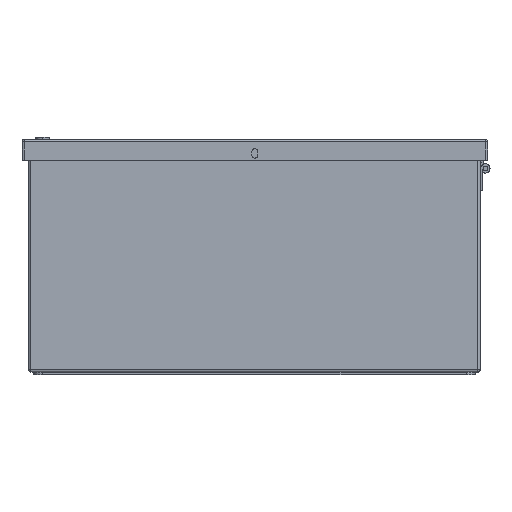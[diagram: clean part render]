
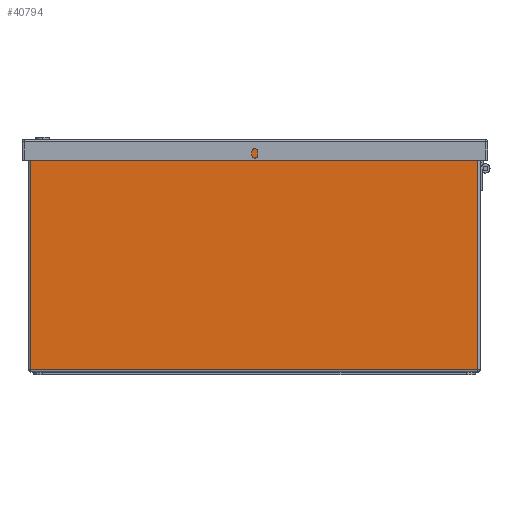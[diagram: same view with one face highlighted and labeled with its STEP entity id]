
A CAD part, left-side view. The second image highlights one B-rep face of the part: STEP entity #40794.
In plain terms, the highlighted planar face has unit normal (-1, 0, 0).
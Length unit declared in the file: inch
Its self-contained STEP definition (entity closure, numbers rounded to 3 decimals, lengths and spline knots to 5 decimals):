
#864 = LINE ( 'NONE', #31530, #16800 ) ;
#1234 = LINE ( 'NONE', #47234, #41654 ) ;
#1481 = DIRECTION ( 'NONE',  ( 0., 0., 1. ) ) ;
#2929 = VECTOR ( 'NONE', #39962, 39.37008 ) ;
#5278 = CARTESIAN_POINT ( 'NONE',  ( 0., 11.94, 5.94 ) ) ;
#6523 = VECTOR ( 'NONE', #34513, 39.37008 ) ;
#7026 = CARTESIAN_POINT ( 'NONE',  ( 0., 0.06, 0.06 ) ) ;
#8985 = CARTESIAN_POINT ( 'NONE',  ( 0., 0.06, 5.94 ) ) ;
#12561 = VERTEX_POINT ( 'NONE', #5278 ) ;
#13823 = ORIENTED_EDGE ( 'NONE', *, *, #21578, .F. ) ;
#15446 = DIRECTION ( 'NONE',  ( 0., -1., 0. ) ) ;
#16800 = VECTOR ( 'NONE', #15446, 39.37008 ) ;
#17090 = LINE ( 'NONE', #47752, #2929 ) ;
#18829 = DIRECTION ( 'NONE',  ( 1., 0., 0. ) ) ;
#19080 = DIRECTION ( 'NONE',  ( 0., 0., -1. ) ) ;
#19329 = FACE_OUTER_BOUND ( 'NONE', #46203, .T. ) ;
#21271 = EDGE_CURVE ( 'NONE', #44421, #12561, #1234, .T. ) ;
#21578 = EDGE_CURVE ( 'NONE', #12561, #36774, #864, .T. ) ;
#26788 = CARTESIAN_POINT ( 'NONE',  ( 0., 11.94, 0.06 ) ) ;
#27121 = ORIENTED_EDGE ( 'NONE', *, *, #46409, .F. ) ;
#30153 = CARTESIAN_POINT ( 'NONE',  ( 0., 12., 6. ) ) ;
#31530 = CARTESIAN_POINT ( 'NONE',  ( 0., -0.00016, 5.94 ) ) ;
#31551 = ORIENTED_EDGE ( 'NONE', *, *, #35313, .F. ) ;
#32153 = ORIENTED_EDGE ( 'NONE', *, *, #21271, .F. ) ;
#33778 = LINE ( 'NONE', #41326, #6523 ) ;
#34513 = DIRECTION ( 'NONE',  ( 0., 1., 0. ) ) ;
#34656 = PLANE ( 'NONE',  #39213 ) ;
#35313 = EDGE_CURVE ( 'NONE', #36774, #47838, #17090, .T. ) ;
#36774 = VERTEX_POINT ( 'NONE', #8985 ) ;
#39213 = AXIS2_PLACEMENT_3D ( 'NONE', #30153, #18829, #19080 ) ;
#39962 = DIRECTION ( 'NONE',  ( 0., 0., -1. ) ) ;
#40794 = ADVANCED_FACE ( 'NONE', ( #19329 ), #34656, .F. ) ;
#41326 = CARTESIAN_POINT ( 'NONE',  ( 0., 12., 0.06 ) ) ;
#41654 = VECTOR ( 'NONE', #1481, 39.37008 ) ;
#44421 = VERTEX_POINT ( 'NONE', #26788 ) ;
#46203 = EDGE_LOOP ( 'NONE', ( #31551, #13823, #32153, #27121 ) ) ;
#46409 = EDGE_CURVE ( 'NONE', #47838, #44421, #33778, .T. ) ;
#47234 = CARTESIAN_POINT ( 'NONE',  ( 0., 11.94, 6. ) ) ;
#47752 = CARTESIAN_POINT ( 'NONE',  ( 0., 0.06, 6. ) ) ;
#47838 = VERTEX_POINT ( 'NONE', #7026 ) ;
